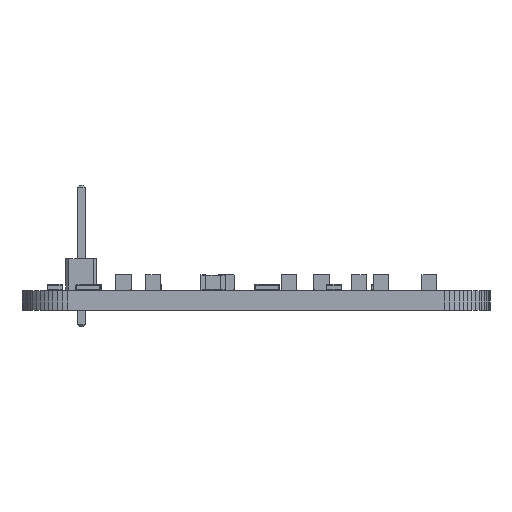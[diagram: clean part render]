
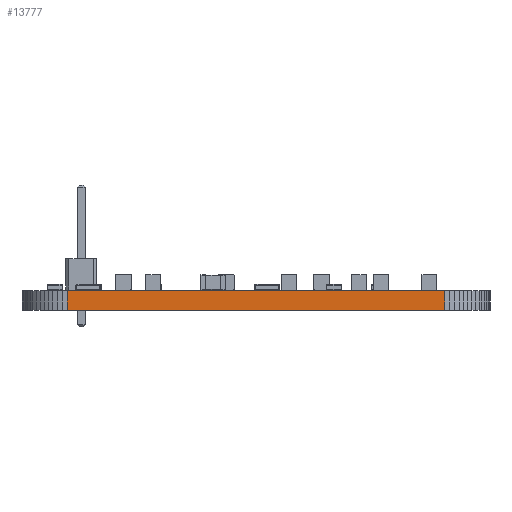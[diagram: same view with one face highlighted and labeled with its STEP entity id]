
A CAD part, left-side view. The second image highlights one B-rep face of the part: STEP entity #13777.
In plain terms, the highlighted planar face has unit normal (-1, 0, 0).
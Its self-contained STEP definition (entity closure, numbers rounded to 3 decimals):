
#9002 = PLANE('',#9003);
#9003 = AXIS2_PLACEMENT_3D('',#9004,#9005,#9006);
#9004 = CARTESIAN_POINT('',(76.199,-69.85,1.6));
#9005 = DIRECTION('',(-0.,-0.,-1.));
#9006 = DIRECTION('',(-1.,0.,0.));
#9056 = PLANE('',#9057);
#9057 = AXIS2_PLACEMENT_3D('',#9058,#9059,#9060);
#9058 = CARTESIAN_POINT('',(76.199,-69.85,0.));
#9059 = DIRECTION('',(-0.,-0.,-1.));
#9060 = DIRECTION('',(-1.,0.,0.));
#10425 = VERTEX_POINT('',#10426);
#10426 = CARTESIAN_POINT('',(50.8,-85.217,0.));
#10440 = PLANE('',#10441);
#10441 = AXIS2_PLACEMENT_3D('',#10442,#10443,#10444);
#10442 = CARTESIAN_POINT('',(50.834,-85.615,0.));
#10443 = DIRECTION('',(-0.996,-0.086,0.));
#10444 = DIRECTION('',(-0.086,0.996,0.));
#10452 = EDGE_CURVE('',#10425,#10453,#10455,.T.);
#10453 = VERTEX_POINT('',#10454);
#10454 = CARTESIAN_POINT('',(50.8,-54.483,0.));
#10455 = SURFACE_CURVE('',#10456,(#10460,#10467),.PCURVE_S1.);
#10456 = LINE('',#10457,#10458);
#10457 = CARTESIAN_POINT('',(50.8,-85.217,0.));
#10458 = VECTOR('',#10459,1.);
#10459 = DIRECTION('',(0.,1.,0.));
#10460 = PCURVE('',#9056,#10461);
#10461 = DEFINITIONAL_REPRESENTATION('',(#10462),#10466);
#10462 = LINE('',#10463,#10464);
#10463 = CARTESIAN_POINT('',(25.399,-15.367));
#10464 = VECTOR('',#10465,1.);
#10465 = DIRECTION('',(0.,1.));
#10466 = ( GEOMETRIC_REPRESENTATION_CONTEXT(2) 
PARAMETRIC_REPRESENTATION_CONTEXT() REPRESENTATION_CONTEXT('2D SPACE',''
  ) );
#10467 = PCURVE('',#10468,#10473);
#10468 = PLANE('',#10469);
#10469 = AXIS2_PLACEMENT_3D('',#10470,#10471,#10472);
#10470 = CARTESIAN_POINT('',(50.8,-85.217,0.));
#10471 = DIRECTION('',(-1.,0.,0.));
#10472 = DIRECTION('',(0.,1.,0.));
#10473 = DEFINITIONAL_REPRESENTATION('',(#10474),#10478);
#10474 = LINE('',#10475,#10476);
#10475 = CARTESIAN_POINT('',(0.,0.));
#10476 = VECTOR('',#10477,1.);
#10477 = DIRECTION('',(1.,0.));
#10478 = ( GEOMETRIC_REPRESENTATION_CONTEXT(2) 
PARAMETRIC_REPRESENTATION_CONTEXT() REPRESENTATION_CONTEXT('2D SPACE',''
  ) );
#10496 = PLANE('',#10497);
#10497 = AXIS2_PLACEMENT_3D('',#10498,#10499,#10500);
#10498 = CARTESIAN_POINT('',(50.8,-54.483,0.));
#10499 = DIRECTION('',(-0.996,0.086,0.));
#10500 = DIRECTION('',(0.086,0.996,0.));
#12232 = VERTEX_POINT('',#12233);
#12233 = CARTESIAN_POINT('',(50.8,-85.217,1.6));
#12254 = EDGE_CURVE('',#12232,#12255,#12257,.T.);
#12255 = VERTEX_POINT('',#12256);
#12256 = CARTESIAN_POINT('',(50.8,-54.483,1.6));
#12257 = SURFACE_CURVE('',#12258,(#12262,#12269),.PCURVE_S1.);
#12258 = LINE('',#12259,#12260);
#12259 = CARTESIAN_POINT('',(50.8,-85.217,1.6));
#12260 = VECTOR('',#12261,1.);
#12261 = DIRECTION('',(0.,1.,0.));
#12262 = PCURVE('',#9002,#12263);
#12263 = DEFINITIONAL_REPRESENTATION('',(#12264),#12268);
#12264 = LINE('',#12265,#12266);
#12265 = CARTESIAN_POINT('',(25.399,-15.367));
#12266 = VECTOR('',#12267,1.);
#12267 = DIRECTION('',(0.,1.));
#12268 = ( GEOMETRIC_REPRESENTATION_CONTEXT(2) 
PARAMETRIC_REPRESENTATION_CONTEXT() REPRESENTATION_CONTEXT('2D SPACE',''
  ) );
#12269 = PCURVE('',#10468,#12270);
#12270 = DEFINITIONAL_REPRESENTATION('',(#12271),#12275);
#12271 = LINE('',#12272,#12273);
#12272 = CARTESIAN_POINT('',(0.,-1.6));
#12273 = VECTOR('',#12274,1.);
#12274 = DIRECTION('',(1.,0.));
#12275 = ( GEOMETRIC_REPRESENTATION_CONTEXT(2) 
PARAMETRIC_REPRESENTATION_CONTEXT() REPRESENTATION_CONTEXT('2D SPACE',''
  ) );
#13727 = EDGE_CURVE('',#10453,#12255,#13728,.T.);
#13728 = SURFACE_CURVE('',#13729,(#13733,#13740),.PCURVE_S1.);
#13729 = LINE('',#13730,#13731);
#13730 = CARTESIAN_POINT('',(50.8,-54.483,0.));
#13731 = VECTOR('',#13732,1.);
#13732 = DIRECTION('',(0.,0.,1.));
#13733 = PCURVE('',#10496,#13734);
#13734 = DEFINITIONAL_REPRESENTATION('',(#13735),#13739);
#13735 = LINE('',#13736,#13737);
#13736 = CARTESIAN_POINT('',(0.,0.));
#13737 = VECTOR('',#13738,1.);
#13738 = DIRECTION('',(0.,-1.));
#13739 = ( GEOMETRIC_REPRESENTATION_CONTEXT(2) 
PARAMETRIC_REPRESENTATION_CONTEXT() REPRESENTATION_CONTEXT('2D SPACE',''
  ) );
#13740 = PCURVE('',#10468,#13741);
#13741 = DEFINITIONAL_REPRESENTATION('',(#13742),#13746);
#13742 = LINE('',#13743,#13744);
#13743 = CARTESIAN_POINT('',(30.734,0.));
#13744 = VECTOR('',#13745,1.);
#13745 = DIRECTION('',(0.,-1.));
#13746 = ( GEOMETRIC_REPRESENTATION_CONTEXT(2) 
PARAMETRIC_REPRESENTATION_CONTEXT() REPRESENTATION_CONTEXT('2D SPACE',''
  ) );
#13777 = ADVANCED_FACE('',(#13778),#10468,.T.);
#13778 = FACE_BOUND('',#13779,.T.);
#13779 = EDGE_LOOP('',(#13780,#13801,#13802,#13803));
#13780 = ORIENTED_EDGE('',*,*,#13781,.T.);
#13781 = EDGE_CURVE('',#10425,#12232,#13782,.T.);
#13782 = SURFACE_CURVE('',#13783,(#13787,#13794),.PCURVE_S1.);
#13783 = LINE('',#13784,#13785);
#13784 = CARTESIAN_POINT('',(50.8,-85.217,0.));
#13785 = VECTOR('',#13786,1.);
#13786 = DIRECTION('',(0.,0.,1.));
#13787 = PCURVE('',#10468,#13788);
#13788 = DEFINITIONAL_REPRESENTATION('',(#13789),#13793);
#13789 = LINE('',#13790,#13791);
#13790 = CARTESIAN_POINT('',(0.,0.));
#13791 = VECTOR('',#13792,1.);
#13792 = DIRECTION('',(0.,-1.));
#13793 = ( GEOMETRIC_REPRESENTATION_CONTEXT(2) 
PARAMETRIC_REPRESENTATION_CONTEXT() REPRESENTATION_CONTEXT('2D SPACE',''
  ) );
#13794 = PCURVE('',#10440,#13795);
#13795 = DEFINITIONAL_REPRESENTATION('',(#13796),#13800);
#13796 = LINE('',#13797,#13798);
#13797 = CARTESIAN_POINT('',(0.399,0.));
#13798 = VECTOR('',#13799,1.);
#13799 = DIRECTION('',(0.,-1.));
#13800 = ( GEOMETRIC_REPRESENTATION_CONTEXT(2) 
PARAMETRIC_REPRESENTATION_CONTEXT() REPRESENTATION_CONTEXT('2D SPACE',''
  ) );
#13801 = ORIENTED_EDGE('',*,*,#12254,.T.);
#13802 = ORIENTED_EDGE('',*,*,#13727,.F.);
#13803 = ORIENTED_EDGE('',*,*,#10452,.F.);
